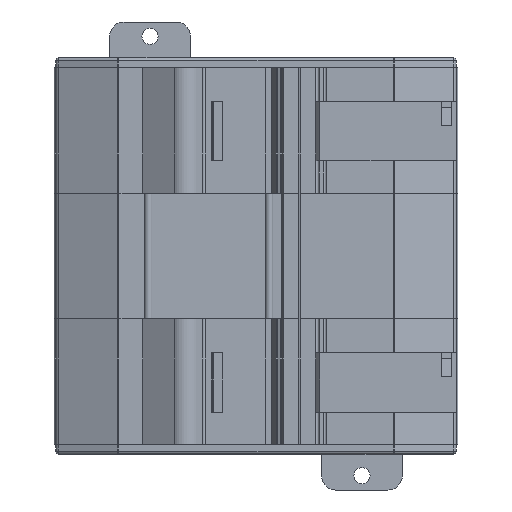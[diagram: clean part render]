
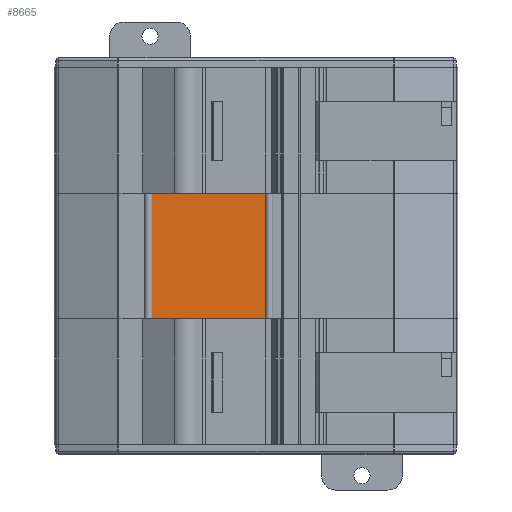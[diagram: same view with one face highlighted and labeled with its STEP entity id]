
A CAD part, front view. The second image highlights one B-rep face of the part: STEP entity #8665.
In plain terms, the highlighted planar face has unit normal (0, -1, 0).
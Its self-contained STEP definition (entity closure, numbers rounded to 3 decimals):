
#6 = DIRECTION ( 'NONE',  ( 0., 0., 1. ) ) ;
#406 = VECTOR ( 'NONE', #5398, 1000. ) ;
#516 = VERTEX_POINT ( 'NONE', #18783 ) ;
#2431 = CARTESIAN_POINT ( 'NONE',  ( -86.312, 40.5, -35. ) ) ;
#3205 = EDGE_CURVE ( 'NONE', #15138, #10817, #19910, .T. ) ;
#3324 = CARTESIAN_POINT ( 'NONE',  ( -54.63, 40.5, -35. ) ) ;
#4068 = AXIS2_PLACEMENT_3D ( 'NONE', #2431, #5730, #10380 ) ;
#4754 = CARTESIAN_POINT ( 'NONE',  ( -86.312, 40.5, -35. ) ) ;
#5398 = DIRECTION ( 'NONE',  ( 1., 0., 0. ) ) ;
#5471 = ORIENTED_EDGE ( 'NONE', *, *, #13939, .F. ) ;
#5730 = DIRECTION ( 'NONE',  ( 0., -1., 0. ) ) ;
#5940 = LINE ( 'NONE', #9969, #10088 ) ;
#6241 = DIRECTION ( 'NONE',  ( 0., 0., 1. ) ) ;
#8665 = ADVANCED_FACE ( 'NONE', ( #10886 ), #16686, .T. ) ;
#9889 = VERTEX_POINT ( 'NONE', #3324 ) ;
#9969 = CARTESIAN_POINT ( 'NONE',  ( -86.312, 40.5, -35. ) ) ;
#10059 = ORIENTED_EDGE ( 'NONE', *, *, #17903, .T. ) ;
#10088 = VECTOR ( 'NONE', #11687, 1000. ) ;
#10380 = DIRECTION ( 'NONE',  ( 0., 0., -1. ) ) ;
#10817 = VERTEX_POINT ( 'NONE', #18915 ) ;
#10886 = FACE_OUTER_BOUND ( 'NONE', #15043, .T. ) ;
#11558 = CARTESIAN_POINT ( 'NONE',  ( -86.312, 40.5, 0. ) ) ;
#11687 = DIRECTION ( 'NONE',  ( 1., 0., 0. ) ) ;
#13028 = CARTESIAN_POINT ( 'NONE',  ( -86.312, 40.5, 0. ) ) ;
#13358 = VECTOR ( 'NONE', #6241, 1000. ) ;
#13850 = LINE ( 'NONE', #20339, #13358 ) ;
#13939 = EDGE_CURVE ( 'NONE', #516, #15138, #14501, .T. ) ;
#14501 = LINE ( 'NONE', #4754, #19991 ) ;
#15043 = EDGE_LOOP ( 'NONE', ( #16711, #5471, #18604, #10059 ) ) ;
#15138 = VERTEX_POINT ( 'NONE', #13028 ) ;
#16686 = PLANE ( 'NONE',  #4068 ) ;
#16711 = ORIENTED_EDGE ( 'NONE', *, *, #3205, .F. ) ;
#17903 = EDGE_CURVE ( 'NONE', #9889, #10817, #13850, .T. ) ;
#18604 = ORIENTED_EDGE ( 'NONE', *, *, #20199, .T. ) ;
#18783 = CARTESIAN_POINT ( 'NONE',  ( -86.312, 40.5, -35. ) ) ;
#18915 = CARTESIAN_POINT ( 'NONE',  ( -54.63, 40.5, 0. ) ) ;
#19910 = LINE ( 'NONE', #11558, #406 ) ;
#19991 = VECTOR ( 'NONE', #6, 1000. ) ;
#20199 = EDGE_CURVE ( 'NONE', #516, #9889, #5940, .T. ) ;
#20339 = CARTESIAN_POINT ( 'NONE',  ( -54.63, 40.5, -35. ) ) ;
